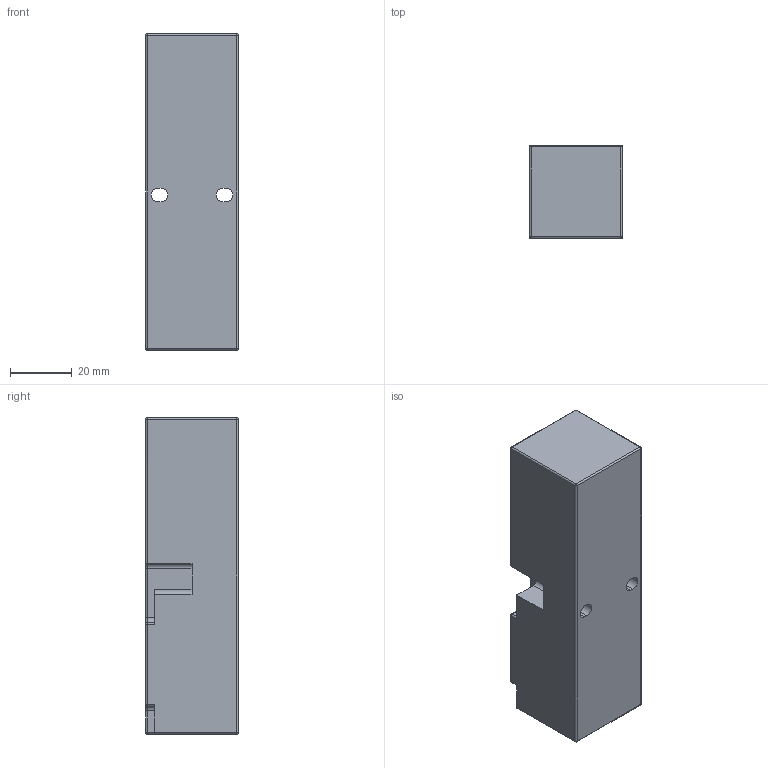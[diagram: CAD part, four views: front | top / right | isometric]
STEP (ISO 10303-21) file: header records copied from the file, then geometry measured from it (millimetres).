
FILE_DESCRIPTION((''),'2;1');
FILE_NAME('M1K_F400205B','2006-10-19T',('Pepperl+Fuchs'),('IndustrieHansa'),'PRO/ENGINEER BY PARAMETRIC TECHNOLOGY CORPORATION, 2006200','PRO/ENGINEER BY PARAMETRIC TECHNOLOGY CORPORATION, 2006200','');
FILE_SCHEMA(('AUTOMOTIVE_DESIGN_CC2 { 1 2 10303 214 -1 1 5 2 }'));
Length unit declared in the file: millimetre
Products named in the file (1): M1K_F400205B
Bounding box: 30 x 30 x 102 mm (x, y, z)
Volume: 85948.4 mm3; surface area: 15175.2 mm2
Topology: 1 solids, 1 shells, 94 faces, 243 edges, 166 vertices
Faces by surface type: cylinder 46, plane 29, sphere 13, torus 6
Entity records: 3708 total; most frequent: DIRECTION 528, CARTESIAN_POINT 478, ORIENTED_EDGE 442, PRESENTATION_STYLE_ASSIGNMENT 260, STYLED_ITEM 257, CURVE_STYLE 247, EDGE_CURVE 221, AXIS2_PLACEMENT_3D 191
